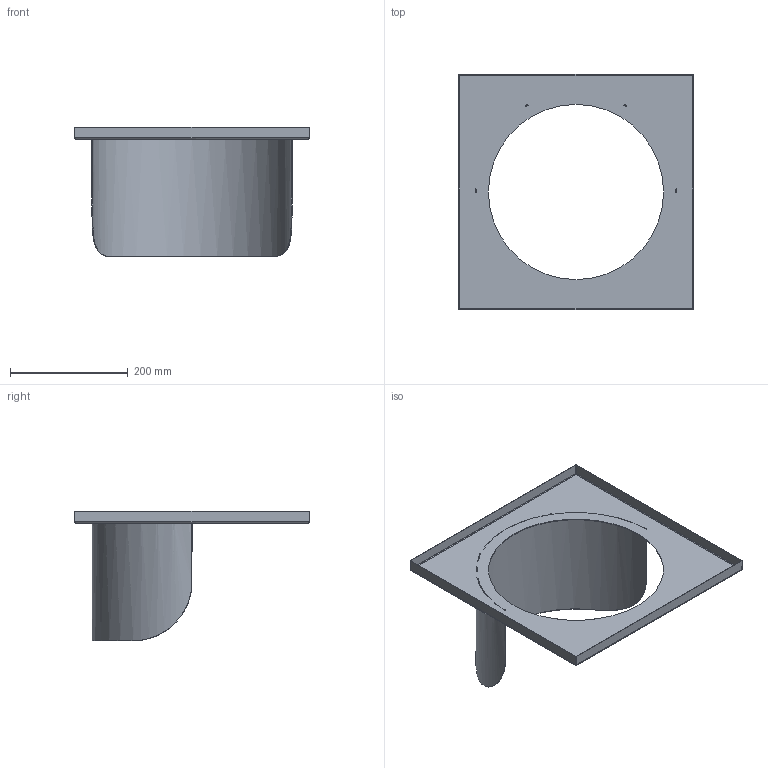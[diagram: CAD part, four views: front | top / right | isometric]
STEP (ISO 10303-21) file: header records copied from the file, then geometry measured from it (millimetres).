
FILE_DESCRIPTION (( 'STEP AP214' ), '1' );
FILE_NAME ('DRRR-1.STEP', '2024-05-14T05:43:29', ( '' ), ( '' ), 'SwSTEP 2.0', 'SolidWorks 2023', '' );
FILE_SCHEMA (( 'AUTOMOTIVE_DESIGN' ));
Length unit declared in the file: millimetre
Products named in the file (1): DRRR-1
Bounding box: 400 x 400 x 220 mm (x, y, z)
Volume: 530538.3 mm3; surface area: 894528 mm2
Topology: 4 solids, 4 shells, 124 faces, 284 edges, 168 vertices
Faces by surface type: plane 72, cylinder 36, bspline 16
Entity records: 4806 total; most frequent: CARTESIAN_POINT 2057, ORIENTED_EDGE 568, DIRECTION 506, EDGE_CURVE 284, VECTOR 200, LINE 200, VERTEX_POINT 168, AXIS2_PLACEMENT_3D 153
